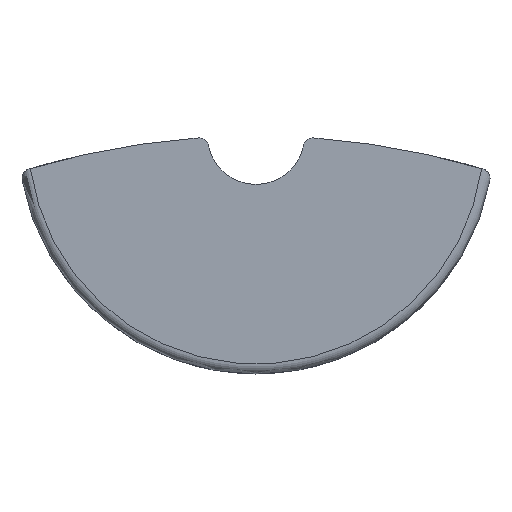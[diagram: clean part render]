
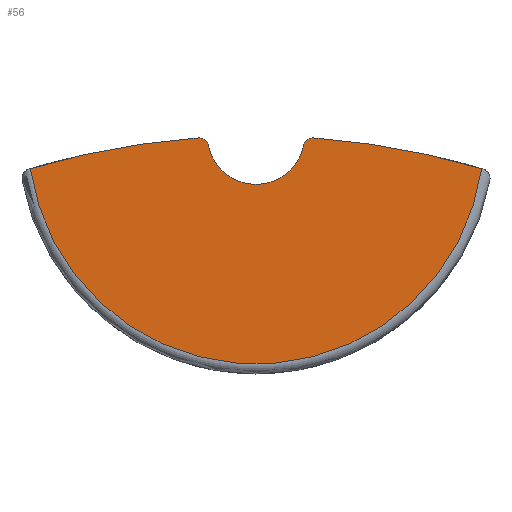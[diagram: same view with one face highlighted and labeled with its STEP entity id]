
A CAD part, top view. The second image highlights one B-rep face of the part: STEP entity #56.
In plain terms, the highlighted planar face has unit normal (0, 0, 1).
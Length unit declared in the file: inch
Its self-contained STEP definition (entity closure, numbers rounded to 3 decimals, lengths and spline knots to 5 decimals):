
#36=PLANE('',#450);
#56=ADVANCED_FACE('',(#92),#36,.T.);
#92=FACE_OUTER_BOUND('',#114,.T.);
#114=EDGE_LOOP('',(#196,#197,#198,#199,#200,#201));
#134=CIRCLE('',#431,2.5);
#141=CIRCLE('',#440,2.5);
#145=CIRCLE('',#445,0.153);
#146=CIRCLE('',#447,0.03125);
#147=CIRCLE('',#448,0.71875);
#148=CIRCLE('',#449,0.03125);
#196=ORIENTED_EDGE('',*,*,#353,.T.);
#197=ORIENTED_EDGE('',*,*,#355,.T.);
#198=ORIENTED_EDGE('',*,*,#328,.T.);
#199=ORIENTED_EDGE('',*,*,#356,.T.);
#200=ORIENTED_EDGE('',*,*,#343,.T.);
#201=ORIENTED_EDGE('',*,*,#357,.T.);
#288=VERTEX_POINT('',#625);
#289=VERTEX_POINT('',#626);
#302=VERTEX_POINT('',#661);
#303=VERTEX_POINT('',#663);
#312=VERTEX_POINT('',#688);
#313=VERTEX_POINT('',#690);
#328=EDGE_CURVE('',#288,#289,#134,.T.);
#343=EDGE_CURVE('',#303,#302,#141,.T.);
#353=EDGE_CURVE('',#313,#312,#145,.T.);
#355=EDGE_CURVE('',#312,#288,#146,.T.);
#356=EDGE_CURVE('',#289,#303,#147,.T.);
#357=EDGE_CURVE('',#302,#313,#148,.T.);
#431=AXIS2_PLACEMENT_3D('',#624,#495,#496);
#440=AXIS2_PLACEMENT_3D('',#662,#519,#520);
#445=AXIS2_PLACEMENT_3D('',#689,#533,#534);
#447=AXIS2_PLACEMENT_3D('',#693,#538,#539);
#448=AXIS2_PLACEMENT_3D('',#694,#540,#541);
#449=AXIS2_PLACEMENT_3D('',#695,#542,#543);
#450=AXIS2_PLACEMENT_3D('',#696,#544,#545);
#495=DIRECTION('',(0.,0.,1.));
#496=DIRECTION('',(1.,0.,0.));
#519=DIRECTION('',(0.,0.,1.));
#520=DIRECTION('',(1.,0.,0.));
#533=DIRECTION('',(0.,0.,-1.));
#534=DIRECTION('',(1.,0.,0.));
#538=DIRECTION('',(0.,0.,1.));
#539=DIRECTION('',(1.,0.,0.));
#540=DIRECTION('',(0.,0.,1.));
#541=DIRECTION('',(1.,0.,0.));
#542=DIRECTION('',(0.,0.,1.));
#543=DIRECTION('',(1.,0.,0.));
#544=DIRECTION('',(0.,0.,1.));
#545=DIRECTION('',(1.,0.,0.));
#624=CARTESIAN_POINT('',(0.,-2.5,0.33));
#625=CARTESIAN_POINT('',(-0.1826,-0.00668,0.33));
#626=CARTESIAN_POINT('',(-0.71129,-0.10332,0.33));
#661=CARTESIAN_POINT('',(0.1826,-0.00668,0.33));
#662=CARTESIAN_POINT('',(0.,-2.5,0.33));
#663=CARTESIAN_POINT('',(0.71129,-0.10332,0.33));
#688=CARTESIAN_POINT('',(-0.14974,-0.03143,0.33));
#689=CARTESIAN_POINT('',(0.,0.,0.33));
#690=CARTESIAN_POINT('',(0.14974,-0.03143,0.33));
#693=CARTESIAN_POINT('',(-0.18032,-0.03784,0.33));
#694=CARTESIAN_POINT('',(0.,0.,0.33));
#695=CARTESIAN_POINT('',(0.18032,-0.03784,0.33));
#696=CARTESIAN_POINT('',(0.,-1.25,0.33));
